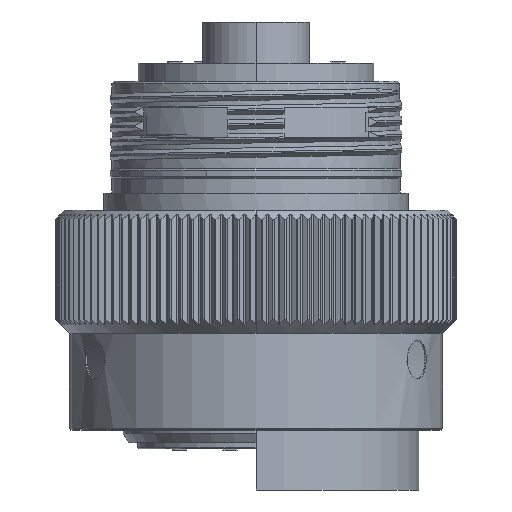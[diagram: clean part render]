
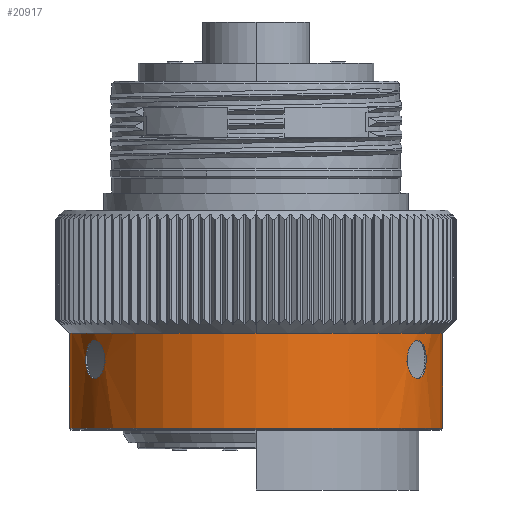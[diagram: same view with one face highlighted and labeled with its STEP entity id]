
A CAD part, left-side view. The second image highlights one B-rep face of the part: STEP entity #20917.
In plain terms, the highlighted cylindrical face has radius 19.65 mm (diameter 39.3 mm), a partial arc.
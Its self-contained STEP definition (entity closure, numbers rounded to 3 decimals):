
#2342=CARTESIAN_POINT('',(-9.825,-17.017,-3.24));
#2343=CARTESIAN_POINT('',(-9.687,-17.097,-3.24));
#2344=CARTESIAN_POINT('',(-9.415,-17.25,
-3.277));
#2345=CARTESIAN_POINT('',(-9.004,-17.467,
-3.449));
#2346=CARTESIAN_POINT('',(-8.647,-17.647,
-3.726));
#2347=CARTESIAN_POINT('',(-8.358,-17.785,
-4.081));
#2348=CARTESIAN_POINT('',(-8.144,-17.883,
-4.521));
#2349=CARTESIAN_POINT('',(-8.037,-17.931,
-5.002));
#2350=CARTESIAN_POINT('',(-8.037,-17.931,
-5.475));
#2351=CARTESIAN_POINT('',(-8.143,-17.883,
-5.957));
#2352=CARTESIAN_POINT('',(-8.357,-17.785,
-6.397));
#2353=CARTESIAN_POINT('',(-8.644,-17.648,
-6.752));
#2354=CARTESIAN_POINT('',(-9.003,-17.468,
-7.03));
#2355=CARTESIAN_POINT('',(-9.415,-17.25,
-7.204));
#2356=CARTESIAN_POINT('',(-9.687,-17.097,-7.24));
#2357=CARTESIAN_POINT('',(-9.825,-17.017,-7.24));
#2359=CARTESIAN_POINT('',(-9.825,-17.017,-7.24));
#2360=CARTESIAN_POINT('',(-9.964,-16.937,-7.24));
#2361=CARTESIAN_POINT('',(-10.233,-16.777,
-7.203));
#2362=CARTESIAN_POINT('',(-10.629,-16.529,
-7.028));
#2363=CARTESIAN_POINT('',(-10.962,-16.309,
-6.751));
#2364=CARTESIAN_POINT('',(-11.224,-16.13,
-6.396));
#2365=CARTESIAN_POINT('',(-11.416,-15.994,
-5.957));
#2366=CARTESIAN_POINT('',(-11.51,-15.926,
-5.478));
#2367=CARTESIAN_POINT('',(-11.51,-15.926,
-5.006));
#2368=CARTESIAN_POINT('',(-11.417,-15.994,
-4.526));
#2369=CARTESIAN_POINT('',(-11.226,-16.129,
-4.086));
#2370=CARTESIAN_POINT('',(-10.964,-16.308,
-3.732));
#2371=CARTESIAN_POINT('',(-10.631,-16.528,
-3.453));
#2372=CARTESIAN_POINT('',(-10.234,-16.777,
-3.277));
#2373=CARTESIAN_POINT('',(-9.964,-16.937,-3.24));
#2374=CARTESIAN_POINT('',(-9.825,-17.017,-3.24));
#2376=CARTESIAN_POINT('',(-9.825,17.017,-3.24));
#2377=CARTESIAN_POINT('',(-9.964,16.937,-3.24));
#2378=CARTESIAN_POINT('',(-10.233,16.777,
-3.277));
#2379=CARTESIAN_POINT('',(-10.629,16.529,
-3.452));
#2380=CARTESIAN_POINT('',(-10.962,16.31,
-3.729));
#2381=CARTESIAN_POINT('',(-11.224,16.13,
-4.084));
#2382=CARTESIAN_POINT('',(-11.416,15.994,
-4.523));
#2383=CARTESIAN_POINT('',(-11.51,15.926,
-5.002));
#2384=CARTESIAN_POINT('',(-11.51,15.926,
-5.474));
#2385=CARTESIAN_POINT('',(-11.417,15.994,
-5.955));
#2386=CARTESIAN_POINT('',(-11.225,16.129,
-6.394));
#2387=CARTESIAN_POINT('',(-10.964,16.308,
-6.749));
#2388=CARTESIAN_POINT('',(-10.631,16.528,
-7.027));
#2389=CARTESIAN_POINT('',(-10.234,16.777,
-7.203));
#2390=CARTESIAN_POINT('',(-9.964,16.937,-7.24));
#2391=CARTESIAN_POINT('',(-9.825,17.017,-7.24));
#2393=CARTESIAN_POINT('',(-9.825,17.017,-7.24));
#2394=CARTESIAN_POINT('',(-9.687,17.097,-7.24));
#2395=CARTESIAN_POINT('',(-9.415,17.25,
-7.203));
#2396=CARTESIAN_POINT('',(-9.004,17.468,
-7.03));
#2397=CARTESIAN_POINT('',(-8.646,17.647,
-6.754));
#2398=CARTESIAN_POINT('',(-8.358,17.785,
-6.399));
#2399=CARTESIAN_POINT('',(-8.144,17.883,
-5.959));
#2400=CARTESIAN_POINT('',(-8.037,17.931,
-5.478));
#2401=CARTESIAN_POINT('',(-8.037,17.931,
-5.005));
#2402=CARTESIAN_POINT('',(-8.143,17.884,
-4.523));
#2403=CARTESIAN_POINT('',(-8.357,17.785,
-4.083));
#2404=CARTESIAN_POINT('',(-8.644,17.648,
-3.728));
#2405=CARTESIAN_POINT('',(-9.003,17.468,
-3.45));
#2406=CARTESIAN_POINT('',(-9.415,17.25,
-3.276));
#2407=CARTESIAN_POINT('',(-9.687,17.097,-3.24));
#2408=CARTESIAN_POINT('',(-9.825,17.017,-3.24));
#2410=CARTESIAN_POINT('',(0.,0.,-2.49));
#2411=DIRECTION('',(0.,0.,-1.));
#2412=DIRECTION('',(-1.,0.,0.));
#2413=AXIS2_PLACEMENT_3D('',#2410,#2411,#2412);
#2415=CARTESIAN_POINT('',(0.,0.,-2.49));
#2416=DIRECTION('',(0.,0.,-1.));
#2417=DIRECTION('',(0.,-1.,0.));
#2418=AXIS2_PLACEMENT_3D('',#2415,#2416,#2417);
#2420=DIRECTION('',(0.,0.,-1.));
#2421=VECTOR('',#2420,10.);
#2422=CARTESIAN_POINT('',(0.,-19.65,-2.49));
#2423=LINE('',#2422,#2421);
#2424=CARTESIAN_POINT('',(0.,0.,-12.49));
#2425=DIRECTION('',(0.,0.,-1.));
#2426=DIRECTION('',(0.,-1.,0.));
#2427=AXIS2_PLACEMENT_3D('',#2424,#2425,#2426);
#2429=DIRECTION('',(0.,0.,1.));
#2430=VECTOR('',#2429,10.);
#2431=CARTESIAN_POINT('',(0.,19.65,
-12.49));
#2432=LINE('',#2431,#2430);
#15943=VERTEX_POINT('',#2342);
#15944=VERTEX_POINT('',#2357);
#15945=VERTEX_POINT('',#2376);
#15946=VERTEX_POINT('',#2391);
#15959=CARTESIAN_POINT('',(0.,-19.65,-12.49));
#15960=CARTESIAN_POINT('',(0.,19.65,-12.49));
#15961=VERTEX_POINT('',#15959);
#15962=VERTEX_POINT('',#15960);
#15963=CARTESIAN_POINT('',(-19.65,0.,-2.49));
#15964=CARTESIAN_POINT('',(0.,19.65,-2.49));
#15965=VERTEX_POINT('',#15963);
#15966=VERTEX_POINT('',#15964);
#15969=CARTESIAN_POINT('',(0.,-19.65,-2.49));
#15970=VERTEX_POINT('',#15969);
#20891=CARTESIAN_POINT('',(0.,0.,11.67));
#20892=DIRECTION('',(0.,0.,-1.));
#20893=DIRECTION('',(0.,-1.,0.));
#20894=AXIS2_PLACEMENT_3D('',#20891,#20892,#20893);
#20895=CYLINDRICAL_SURFACE('',#20894,19.65);
#20897=ORIENTED_EDGE('',*,*,#20896,.F.);
#20899=ORIENTED_EDGE('',*,*,#20898,.F.);
#20901=ORIENTED_EDGE('',*,*,#20900,.T.);
#20902=ORIENTED_EDGE('',*,*,#20808,.T.);
#20904=ORIENTED_EDGE('',*,*,#20903,.T.);
#20905=EDGE_LOOP('',(#20897,#20899,#20901,#20902,#20904));
#20906=FACE_OUTER_BOUND('',#20905,.F.);
#20908=ORIENTED_EDGE('',*,*,#20907,.F.);
#20910=ORIENTED_EDGE('',*,*,#20909,.F.);
#20911=EDGE_LOOP('',(#20908,#20910));
#20912=FACE_BOUND('',#20911,.F.);
#20913=ORIENTED_EDGE('',*,*,#20871,.F.);
#20914=ORIENTED_EDGE('',*,*,#20885,.F.);
#20915=EDGE_LOOP('',(#20913,#20914));
#20916=FACE_BOUND('',#20915,.F.);
#20917=ADVANCED_FACE('',(#20906,#20912,#20916),#20895,.T.);
#2358=B_SPLINE_CURVE_WITH_KNOTS('',3,(#2342,#2343,#2344,#2345,#2346,#2347,#2348,
#2349,#2350,#2351,#2352,#2353,#2354,#2355,#2356,#2357),.UNSPECIFIED.,.F.,.F.,(4,
1,1,1,1,1,1,1,1,1,1,1,1,4),(0.,0.077,0.154,
0.231,0.308,0.385,0.462,
0.538,0.615,0.692,0.769,
0.846,0.923,1.),.UNSPECIFIED.);
#2375=B_SPLINE_CURVE_WITH_KNOTS('',3,(#2359,#2360,#2361,#2362,#2363,#2364,#2365,
#2366,#2367,#2368,#2369,#2370,#2371,#2372,#2373,#2374),.UNSPECIFIED.,.F.,.F.,(4,
1,1,1,1,1,1,1,1,1,1,1,1,4),(0.,0.077,0.154,
0.231,0.308,0.385,0.462,
0.538,0.615,0.692,0.769,
0.846,0.923,1.),.UNSPECIFIED.);
#2392=B_SPLINE_CURVE_WITH_KNOTS('',3,(#2376,#2377,#2378,#2379,#2380,#2381,#2382,
#2383,#2384,#2385,#2386,#2387,#2388,#2389,#2390,#2391),.UNSPECIFIED.,.F.,.F.,(4,
1,1,1,1,1,1,1,1,1,1,1,1,4),(0.,0.077,0.154,
0.231,0.308,0.385,0.462,
0.538,0.615,0.692,0.769,
0.846,0.923,1.),.UNSPECIFIED.);
#2409=B_SPLINE_CURVE_WITH_KNOTS('',3,(#2393,#2394,#2395,#2396,#2397,#2398,#2399,
#2400,#2401,#2402,#2403,#2404,#2405,#2406,#2407,#2408),.UNSPECIFIED.,.F.,.F.,(4,
1,1,1,1,1,1,1,1,1,1,1,1,4),(0.,0.077,0.154,
0.231,0.308,0.385,0.462,
0.538,0.615,0.692,0.769,
0.846,0.923,1.),.UNSPECIFIED.);
#2414=CIRCLE('',#2413,19.65);
#2419=CIRCLE('',#2418,19.65);
#2428=CIRCLE('',#2427,19.65);
#20808=EDGE_CURVE('',#15961,#15962,#2428,.T.);
#20871=EDGE_CURVE('',#15943,#15944,#2358,.T.);
#20885=EDGE_CURVE('',#15944,#15943,#2375,.T.);
#20896=EDGE_CURVE('',#15965,#15966,#2414,.T.);
#20898=EDGE_CURVE('',#15970,#15965,#2419,.T.);
#20900=EDGE_CURVE('',#15970,#15961,#2423,.T.);
#20903=EDGE_CURVE('',#15962,#15966,#2432,.T.);
#20907=EDGE_CURVE('',#15945,#15946,#2392,.T.);
#20909=EDGE_CURVE('',#15946,#15945,#2409,.T.);
